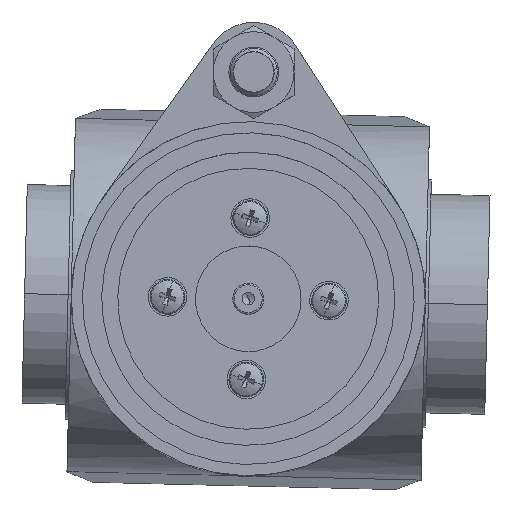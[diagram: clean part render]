
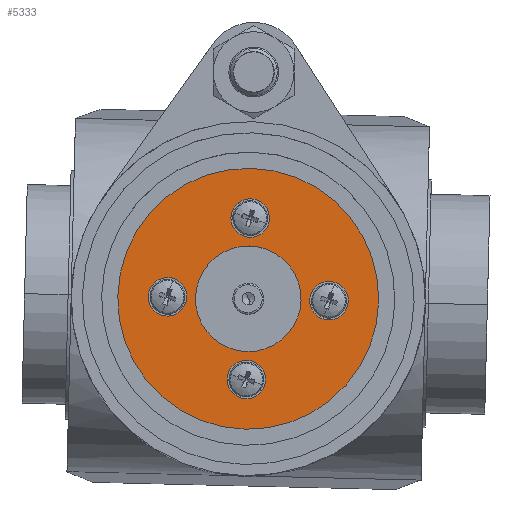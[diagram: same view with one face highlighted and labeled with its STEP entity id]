
A CAD part, top view. The second image highlights one B-rep face of the part: STEP entity #5333.
In plain terms, the highlighted planar face has unit normal (0, 0, 1).
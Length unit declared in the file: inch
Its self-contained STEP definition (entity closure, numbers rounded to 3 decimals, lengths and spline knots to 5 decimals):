
#109 = DIRECTION ( 'NONE',  ( 0., 0., 1. ) ) ;
#607 = VERTEX_POINT ( 'NONE', #20452 ) ;
#1031 = CARTESIAN_POINT ( 'NONE',  ( 0.72971, 1.9424, 0.17717 ) ) ;
#1265 = VERTEX_POINT ( 'NONE', #18291 ) ;
#1556 = DIRECTION ( 'NONE',  ( -1., 0., 0. ) ) ;
#2406 = ORIENTED_EDGE ( 'NONE', *, *, #14522, .F. ) ;
#3005 = DIRECTION ( 'NONE',  ( 0., 0., 1. ) ) ;
#3082 = AXIS2_PLACEMENT_3D ( 'NONE', #8018, #12438, #18277 ) ;
#3238 = AXIS2_PLACEMENT_3D ( 'NONE', #20191, #24625, #4437 ) ;
#3599 = EDGE_LOOP ( 'NONE', ( #11612, #12354 ) ) ;
#3647 = AXIS2_PLACEMENT_3D ( 'NONE', #9488, #21913, #19889 ) ;
#3693 = EDGE_LOOP ( 'NONE', ( #17527, #15490 ) ) ;
#3700 = FACE_BOUND ( 'NONE', #3693, .T. ) ;
#3705 = CIRCLE ( 'NONE', #18643, 0.12205 ) ;
#4200 = VERTEX_POINT ( 'NONE', #4926 ) ;
#4333 = CIRCLE ( 'NONE', #19259, 0.12205 ) ;
#4437 = DIRECTION ( 'NONE',  ( 1., 0., 0. ) ) ;
#4532 = EDGE_LOOP ( 'NONE', ( #9532, #15702 ) ) ;
#4926 = CARTESIAN_POINT ( 'NONE',  ( 2.0683, 1.9424, 0.17717 ) ) ;
#5139 = CARTESIAN_POINT ( 'NONE',  ( 1.24153, 1.9424, 0.17717 ) ) ;
#5333 = ADVANCED_FACE ( 'NONE', ( #5606, #3700, #7601, #17877, #15752, #7731 ), #26187, .F. ) ;
#5563 = DIRECTION ( 'NONE',  ( 1., 0., 0. ) ) ;
#5573 = VERTEX_POINT ( 'NONE', #17716 ) ;
#5606 = FACE_BOUND ( 'NONE', #20458, .T. ) ;
#5639 = DIRECTION ( 'NONE',  ( 1., 0., 0. ) ) ;
#5657 = AXIS2_PLACEMENT_3D ( 'NONE', #17484, #11747, #1556 ) ;
#5694 = CIRCLE ( 'NONE', #22744, 0.33465 ) ;
#6003 = DIRECTION ( 'NONE',  ( 0., 0., 1. ) ) ;
#6588 = VERTEX_POINT ( 'NONE', #6742 ) ;
#6676 = EDGE_CURVE ( 'NONE', #18512, #14007, #5694, .T. ) ;
#6735 = CARTESIAN_POINT ( 'NONE',  ( 1.24153, 2.45421, 0.17717 ) ) ;
#6742 = CARTESIAN_POINT ( 'NONE',  ( 1.63129, 1.9424, 0.17717 ) ) ;
#6858 = CARTESIAN_POINT ( 'NONE',  ( 1.57617, 1.9424, 0.17717 ) ) ;
#7131 = EDGE_CURVE ( 'NONE', #4200, #11911, #15047, .T. ) ;
#7145 = EDGE_LOOP ( 'NONE', ( #9023, #14337 ) ) ;
#7300 = CIRCLE ( 'NONE', #22219, 0.12205 ) ;
#7601 = FACE_BOUND ( 'NONE', #11633, .T. ) ;
#7731 = FACE_BOUND ( 'NONE', #7145, .T. ) ;
#7983 = DIRECTION ( 'NONE',  ( 0., 0., 1. ) ) ;
#8018 = CARTESIAN_POINT ( 'NONE',  ( 1.24153, 1.9424, 0.17717 ) ) ;
#8033 = CIRCLE ( 'NONE', #12316, 0.12205 ) ;
#8318 = DIRECTION ( 'NONE',  ( 1., 0., 0. ) ) ;
#8794 = VERTEX_POINT ( 'NONE', #19419 ) ;
#9023 = ORIENTED_EDGE ( 'NONE', *, *, #12194, .F. ) ;
#9488 = CARTESIAN_POINT ( 'NONE',  ( 1.24153, 1.9424, 0.17717 ) ) ;
#9532 = ORIENTED_EDGE ( 'NONE', *, *, #6676, .F. ) ;
#10985 = CIRCLE ( 'NONE', #25938, 0.33465 ) ;
#11205 = VERTEX_POINT ( 'NONE', #23226 ) ;
#11207 = CARTESIAN_POINT ( 'NONE',  ( 1.75334, 1.9424, 0.17717 ) ) ;
#11307 = EDGE_CURVE ( 'NONE', #6588, #607, #8033, .T. ) ;
#11612 = ORIENTED_EDGE ( 'NONE', *, *, #7131, .T. ) ;
#11633 = EDGE_LOOP ( 'NONE', ( #24789, #21478 ) ) ;
#11747 = DIRECTION ( 'NONE',  ( 0., 0., -1. ) ) ;
#11824 = AXIS2_PLACEMENT_3D ( 'NONE', #21763, #7983, #22276 ) ;
#11894 = EDGE_CURVE ( 'NONE', #11205, #5573, #20526, .T. ) ;
#11911 = VERTEX_POINT ( 'NONE', #19023 ) ;
#12194 = EDGE_CURVE ( 'NONE', #607, #6588, #7300, .T. ) ;
#12244 = CIRCLE ( 'NONE', #3238, 0.12205 ) ;
#12316 = AXIS2_PLACEMENT_3D ( 'NONE', #11207, #3005, #21353 ) ;
#12354 = ORIENTED_EDGE ( 'NONE', *, *, #18969, .T. ) ;
#12365 = DIRECTION ( 'NONE',  ( 0., 0., 1. ) ) ;
#12434 = AXIS2_PLACEMENT_3D ( 'NONE', #6735, #12365, #20504 ) ;
#12438 = DIRECTION ( 'NONE',  ( 0., 0., 1. ) ) ;
#12921 = AXIS2_PLACEMENT_3D ( 'NONE', #14172, #6003, #5639 ) ;
#13286 = DIRECTION ( 'NONE',  ( 1., 0., 0. ) ) ;
#13321 = CARTESIAN_POINT ( 'NONE',  ( 1.36357, 1.43059, 0.17717 ) ) ;
#14007 = VERTEX_POINT ( 'NONE', #16531 ) ;
#14172 = CARTESIAN_POINT ( 'NONE',  ( 1.24153, 2.45421, 0.17717 ) ) ;
#14223 = VERTEX_POINT ( 'NONE', #13321 ) ;
#14337 = ORIENTED_EDGE ( 'NONE', *, *, #11307, .F. ) ;
#14522 = EDGE_CURVE ( 'NONE', #22741, #14223, #3705, .T. ) ;
#15047 = CIRCLE ( 'NONE', #3082, 0.82677 ) ;
#15102 = EDGE_CURVE ( 'NONE', #14223, #22741, #19468, .T. ) ;
#15490 = ORIENTED_EDGE ( 'NONE', *, *, #18708, .F. ) ;
#15631 = DIRECTION ( 'NONE',  ( 0., 0., 1. ) ) ;
#15702 = ORIENTED_EDGE ( 'NONE', *, *, #24290, .F. ) ;
#15707 = CARTESIAN_POINT ( 'NONE',  ( 1.24153, 1.43059, 0.17717 ) ) ;
#15752 = FACE_OUTER_BOUND ( 'NONE', #3599, .T. ) ;
#16531 = CARTESIAN_POINT ( 'NONE',  ( 0.90688, 1.9424, 0.17717 ) ) ;
#17370 = DIRECTION ( 'NONE',  ( 1., 0., 0. ) ) ;
#17484 = CARTESIAN_POINT ( 'NONE',  ( 2.0683, 1.9424, 0.17717 ) ) ;
#17527 = ORIENTED_EDGE ( 'NONE', *, *, #22910, .F. ) ;
#17716 = CARTESIAN_POINT ( 'NONE',  ( 1.36357, 2.45421, 0.17717 ) ) ;
#17877 = FACE_BOUND ( 'NONE', #4532, .T. ) ;
#18277 = DIRECTION ( 'NONE',  ( 1., 0., 0. ) ) ;
#18291 = CARTESIAN_POINT ( 'NONE',  ( 0.60767, 1.9424, 0.17717 ) ) ;
#18454 = DIRECTION ( 'NONE',  ( 1., 0., 0. ) ) ;
#18512 = VERTEX_POINT ( 'NONE', #6858 ) ;
#18643 = AXIS2_PLACEMENT_3D ( 'NONE', #15707, #23863, #5563 ) ;
#18708 = EDGE_CURVE ( 'NONE', #1265, #8794, #12244, .T. ) ;
#18969 = EDGE_CURVE ( 'NONE', #11911, #4200, #19844, .T. ) ;
#18997 = DIRECTION ( 'NONE',  ( 0., 0., 1. ) ) ;
#19023 = CARTESIAN_POINT ( 'NONE',  ( 0.41475, 1.9424, 0.17717 ) ) ;
#19259 = AXIS2_PLACEMENT_3D ( 'NONE', #1031, #15631, #17370 ) ;
#19419 = CARTESIAN_POINT ( 'NONE',  ( 0.85176, 1.9424, 0.17717 ) ) ;
#19468 = CIRCLE ( 'NONE', #11824, 0.12205 ) ;
#19844 = CIRCLE ( 'NONE', #3647, 0.82677 ) ;
#19889 = DIRECTION ( 'NONE',  ( 1., 0., 0. ) ) ;
#20191 = CARTESIAN_POINT ( 'NONE',  ( 0.72971, 1.9424, 0.17717 ) ) ;
#20327 = CARTESIAN_POINT ( 'NONE',  ( 1.75334, 1.9424, 0.17717 ) ) ;
#20452 = CARTESIAN_POINT ( 'NONE',  ( 1.87538, 1.9424, 0.17717 ) ) ;
#20458 = EDGE_LOOP ( 'NONE', ( #23071, #2406 ) ) ;
#20504 = DIRECTION ( 'NONE',  ( 1., 0., 0. ) ) ;
#20526 = CIRCLE ( 'NONE', #12434, 0.12205 ) ;
#20725 = CARTESIAN_POINT ( 'NONE',  ( 1.11948, 1.43059, 0.17717 ) ) ;
#21353 = DIRECTION ( 'NONE',  ( 1., 0., 0. ) ) ;
#21478 = ORIENTED_EDGE ( 'NONE', *, *, #11894, .F. ) ;
#21763 = CARTESIAN_POINT ( 'NONE',  ( 1.24153, 1.43059, 0.17717 ) ) ;
#21913 = DIRECTION ( 'NONE',  ( 0., 0., 1. ) ) ;
#22219 = AXIS2_PLACEMENT_3D ( 'NONE', #20327, #109, #8318 ) ;
#22276 = DIRECTION ( 'NONE',  ( 1., 0., 0. ) ) ;
#22741 = VERTEX_POINT ( 'NONE', #20725 ) ;
#22744 = AXIS2_PLACEMENT_3D ( 'NONE', #5139, #23710, #13286 ) ;
#22910 = EDGE_CURVE ( 'NONE', #8794, #1265, #4333, .T. ) ;
#23002 = CARTESIAN_POINT ( 'NONE',  ( 1.24153, 1.9424, 0.17717 ) ) ;
#23071 = ORIENTED_EDGE ( 'NONE', *, *, #15102, .F. ) ;
#23226 = CARTESIAN_POINT ( 'NONE',  ( 1.11948, 2.45421, 0.17717 ) ) ;
#23374 = EDGE_CURVE ( 'NONE', #5573, #11205, #24444, .T. ) ;
#23710 = DIRECTION ( 'NONE',  ( 0., 0., 1. ) ) ;
#23863 = DIRECTION ( 'NONE',  ( 0., 0., 1. ) ) ;
#24290 = EDGE_CURVE ( 'NONE', #14007, #18512, #10985, .T. ) ;
#24444 = CIRCLE ( 'NONE', #12921, 0.12205 ) ;
#24625 = DIRECTION ( 'NONE',  ( 0., 0., 1. ) ) ;
#24789 = ORIENTED_EDGE ( 'NONE', *, *, #23374, .F. ) ;
#25938 = AXIS2_PLACEMENT_3D ( 'NONE', #23002, #18997, #18454 ) ;
#26187 = PLANE ( 'NONE',  #5657 ) ;
